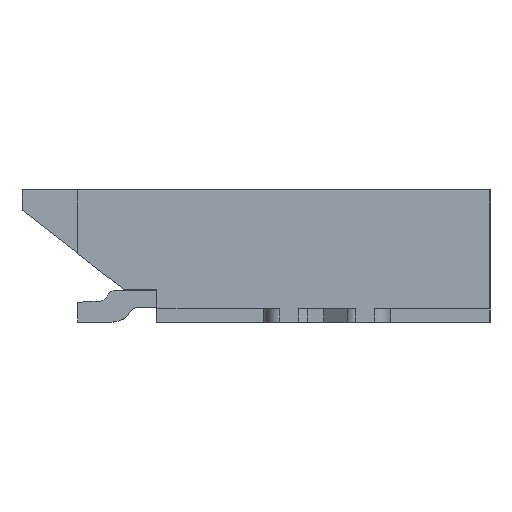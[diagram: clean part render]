
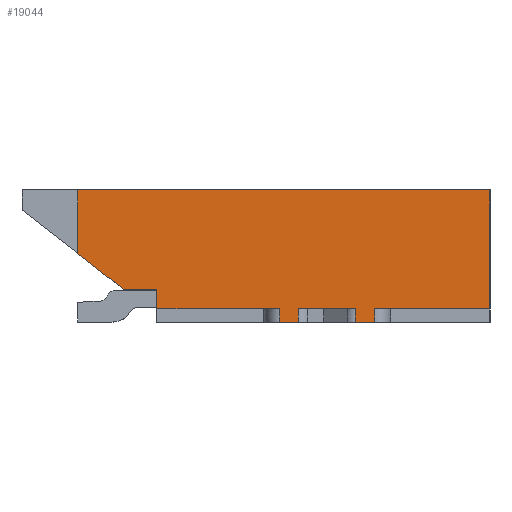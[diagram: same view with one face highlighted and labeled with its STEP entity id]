
A CAD part, left-side view. The second image highlights one B-rep face of the part: STEP entity #19044.
In plain terms, the highlighted planar face has unit normal (-1, 0, 0).
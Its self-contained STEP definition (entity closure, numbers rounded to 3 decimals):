
#832=FACE_OUTER_BOUND('',#1867,.T.);
#1867=EDGE_LOOP('',(#12541,#12542,#12543,#12544,#12545,#12546,#12547,#12548,
#12549,#12550,#12551,#12552,#12553,#12554,#12555));
#2948=LINE('',#26379,#5328);
#2951=LINE('',#26388,#5331);
#2963=LINE('',#26414,#5343);
#2982=LINE('',#26454,#5362);
#2985=LINE('',#26459,#5365);
#2986=LINE('',#26461,#5366);
#2987=LINE('',#26463,#5367);
#2988=LINE('',#26464,#5368);
#2989=LINE('',#26466,#5369);
#2990=LINE('',#26468,#5370);
#2991=LINE('',#26470,#5371);
#2992=LINE('',#26471,#5372);
#2993=LINE('',#26472,#5373);
#2994=LINE('',#26474,#5374);
#2995=LINE('',#26475,#5375);
#5328=VECTOR('',#21407,0.148);
#5331=VECTOR('',#21414,0.139);
#5343=VECTOR('',#21430,0.255);
#5362=VECTOR('',#21457,0.481);
#5365=VECTOR('',#21462,0.1);
#5366=VECTOR('',#21463,0.1);
#5367=VECTOR('',#21464,0.433);
#5368=VECTOR('',#21465,0.1);
#5369=VECTOR('',#21466,0.1);
#5370=VECTOR('',#21467,0.87);
#5371=VECTOR('',#21468,0.9);
#5372=VECTOR('',#21469,3.12);
#5373=VECTOR('',#21470,0.438);
#5374=VECTOR('',#21471,0.15);
#5375=VECTOR('',#21472,0.93);
#7709=VERTEX_POINT('',#26367);
#7714=VERTEX_POINT('',#26376);
#7715=VERTEX_POINT('',#26378);
#7719=VERTEX_POINT('',#26386);
#7730=VERTEX_POINT('',#26411);
#7731=VERTEX_POINT('',#26413);
#7747=VERTEX_POINT('',#26452);
#7748=VERTEX_POINT('',#26453);
#7749=VERTEX_POINT('',#26458);
#7750=VERTEX_POINT('',#26460);
#7751=VERTEX_POINT('',#26462);
#7752=VERTEX_POINT('',#26465);
#7753=VERTEX_POINT('',#26467);
#7754=VERTEX_POINT('',#26469);
#7755=VERTEX_POINT('',#26473);
#9610=EDGE_CURVE('',#7715,#7714,#2948,.T.);
#9615=EDGE_CURVE('',#7709,#7719,#2951,.T.);
#9627=EDGE_CURVE('',#7731,#7730,#2963,.T.);
#9646=EDGE_CURVE('',#7747,#7748,#2982,.T.);
#9649=EDGE_CURVE('',#7749,#7709,#2985,.T.);
#9650=EDGE_CURVE('',#7719,#7750,#2986,.T.);
#9651=EDGE_CURVE('',#7750,#7751,#2987,.T.);
#9652=EDGE_CURVE('',#7751,#7715,#2988,.T.);
#9653=EDGE_CURVE('',#7714,#7752,#2989,.T.);
#9654=EDGE_CURVE('',#7752,#7753,#2990,.T.);
#9655=EDGE_CURVE('',#7753,#7754,#2991,.T.);
#9656=EDGE_CURVE('',#7748,#7754,#2992,.T.);
#9657=EDGE_CURVE('',#7747,#7731,#2993,.T.);
#9658=EDGE_CURVE('',#7755,#7730,#2994,.T.);
#9659=EDGE_CURVE('',#7755,#7749,#2995,.T.);
#12541=ORIENTED_EDGE('',*,*,#9649,.T.);
#12542=ORIENTED_EDGE('',*,*,#9615,.T.);
#12543=ORIENTED_EDGE('',*,*,#9650,.T.);
#12544=ORIENTED_EDGE('',*,*,#9651,.T.);
#12545=ORIENTED_EDGE('',*,*,#9652,.T.);
#12546=ORIENTED_EDGE('',*,*,#9610,.T.);
#12547=ORIENTED_EDGE('',*,*,#9653,.T.);
#12548=ORIENTED_EDGE('',*,*,#9654,.T.);
#12549=ORIENTED_EDGE('',*,*,#9655,.T.);
#12550=ORIENTED_EDGE('',*,*,#9656,.F.);
#12551=ORIENTED_EDGE('',*,*,#9646,.F.);
#12552=ORIENTED_EDGE('',*,*,#9657,.T.);
#12553=ORIENTED_EDGE('',*,*,#9627,.T.);
#12554=ORIENTED_EDGE('',*,*,#9658,.F.);
#12555=ORIENTED_EDGE('',*,*,#9659,.T.);
#18263=PLANE('',#20101);
#19044=ADVANCED_FACE('',(#832),#18263,.T.);
#20101=AXIS2_PLACEMENT_3D('',#26457,#21460,#21461);
#21407=DIRECTION('',(0.,-1.,0.));
#21414=DIRECTION('',(0.,-1.,0.));
#21430=DIRECTION('',(0.,-1.,0.));
#21457=DIRECTION('',(0.,0.,1.));
#21460=DIRECTION('center_axis',(-1.,0.,0.));
#21461=DIRECTION('ref_axis',(0.,0.,1.));
#21462=DIRECTION('',(0.,0.,-1.));
#21463=DIRECTION('',(0.,0.,1.));
#21464=DIRECTION('',(0.,-1.,0.));
#21465=DIRECTION('',(0.,0.,-1.));
#21466=DIRECTION('',(0.,0.,1.));
#21467=DIRECTION('',(0.,-1.,0.));
#21468=DIRECTION('',(0.,0.,1.));
#21469=DIRECTION('',(0.,-1.,0.));
#21470=DIRECTION('',(0.,-0.789,-0.615));
#21471=DIRECTION('',(0.,0.,1.));
#21472=DIRECTION('',(0.,-1.,0.));
#26367=CARTESIAN_POINT('',(-11.009,-2.07,0.735));
#26376=CARTESIAN_POINT('',(-11.009,-2.79,0.735));
#26378=CARTESIAN_POINT('',(-11.009,-2.642,0.735));
#26379=CARTESIAN_POINT('',(-11.009,-2.642,0.735));
#26386=CARTESIAN_POINT('',(-11.009,-2.209,0.735));
#26388=CARTESIAN_POINT('',(-11.009,-2.07,0.735));
#26411=CARTESIAN_POINT('',(-11.009,-1.14,0.985));
#26413=CARTESIAN_POINT('',(-11.009,-0.885,0.985));
#26414=CARTESIAN_POINT('',(-11.009,-0.885,0.985));
#26452=CARTESIAN_POINT('',(-11.009,-0.54,1.254));
#26453=CARTESIAN_POINT('',(-11.009,-0.54,1.735));
#26454=CARTESIAN_POINT('',(-11.009,-0.54,1.254));
#26457=CARTESIAN_POINT('Origin',(-11.009,-0.12,0.735));
#26458=CARTESIAN_POINT('',(-11.009,-2.07,0.835));
#26459=CARTESIAN_POINT('',(-11.009,-2.07,0.835));
#26460=CARTESIAN_POINT('',(-11.009,-2.209,0.835));
#26461=CARTESIAN_POINT('',(-11.009,-2.209,0.735));
#26462=CARTESIAN_POINT('',(-11.009,-2.642,0.835));
#26463=CARTESIAN_POINT('',(-11.009,-2.209,0.835));
#26464=CARTESIAN_POINT('',(-11.009,-2.642,0.835));
#26465=CARTESIAN_POINT('',(-11.009,-2.79,0.835));
#26466=CARTESIAN_POINT('',(-11.009,-2.79,0.735));
#26467=CARTESIAN_POINT('',(-11.009,-3.66,0.835));
#26468=CARTESIAN_POINT('',(-11.009,-2.79,0.835));
#26469=CARTESIAN_POINT('',(-11.009,-3.66,1.735));
#26470=CARTESIAN_POINT('',(-11.009,-3.66,0.835));
#26471=CARTESIAN_POINT('',(-11.009,-0.54,1.735));
#26472=CARTESIAN_POINT('',(-11.009,-0.54,1.254));
#26473=CARTESIAN_POINT('',(-11.009,-1.14,0.835));
#26474=CARTESIAN_POINT('',(-11.009,-1.14,0.835));
#26475=CARTESIAN_POINT('',(-11.009,-1.14,0.835));
